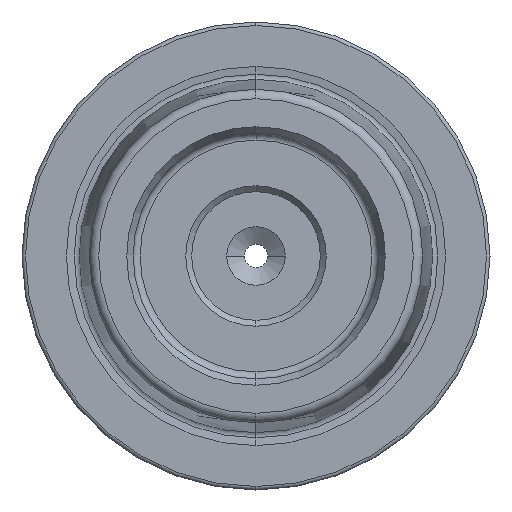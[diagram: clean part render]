
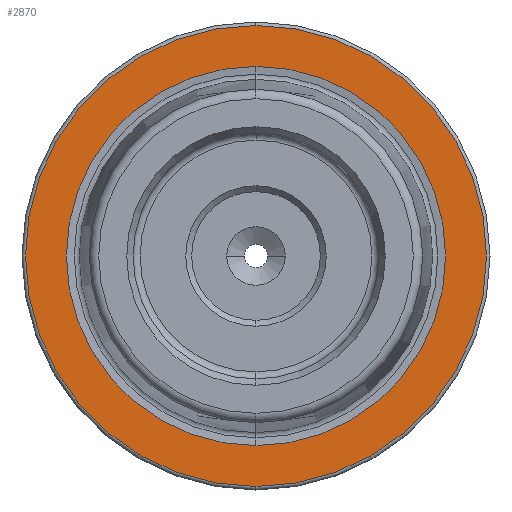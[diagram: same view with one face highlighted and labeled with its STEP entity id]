
A CAD part, left-side view. The second image highlights one B-rep face of the part: STEP entity #2870.
In plain terms, the highlighted planar face has unit normal (-1, 0, 0).
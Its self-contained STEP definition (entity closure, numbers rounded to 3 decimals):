
#125 = EDGE_CURVE ( 'NONE', #7808, #3278, #8073, .T. ) ;
#282 = CIRCLE ( 'NONE', #14530, 16.207 ) ;
#323 = CARTESIAN_POINT ( 'NONE',  ( 0., 0., 0. ) ) ;
#524 = CIRCLE ( 'NONE', #4367, 19.7 ) ;
#643 = CARTESIAN_POINT ( 'NONE',  ( 0., 0., 0. ) ) ;
#928 = CARTESIAN_POINT ( 'NONE',  ( 0., 0., 0. ) ) ;
#1121 = AXIS2_PLACEMENT_3D ( 'NONE', #643, #14205, #8171 ) ;
#1426 = DIRECTION ( 'NONE',  ( -1., 0., 0. ) ) ;
#1586 = DIRECTION ( 'NONE',  ( 0., 0., 1. ) ) ;
#2158 = AXIS2_PLACEMENT_3D ( 'NONE', #928, #12136, #13600 ) ;
#2412 = AXIS2_PLACEMENT_3D ( 'NONE', #15957, #7445, #8569 ) ;
#2870 = ADVANCED_FACE ( 'NONE', ( #4376, #9352 ), #4872, .F. ) ;
#2966 = CARTESIAN_POINT ( 'NONE',  ( 0., 0., 16.207 ) ) ;
#3094 = EDGE_CURVE ( 'NONE', #15962, #8311, #524, .T. ) ;
#3278 = VERTEX_POINT ( 'NONE', #2966 ) ;
#3451 = ORIENTED_EDGE ( 'NONE', *, *, #8850, .F. ) ;
#4367 = AXIS2_PLACEMENT_3D ( 'NONE', #323, #1426, #1586 ) ;
#4376 = FACE_BOUND ( 'NONE', #7100, .T. ) ;
#4872 = PLANE ( 'NONE',  #2412 ) ;
#5741 = EDGE_LOOP ( 'NONE', ( #8510, #15676 ) ) ;
#6457 = CARTESIAN_POINT ( 'NONE',  ( 0., 0., -16.207 ) ) ;
#7100 = EDGE_LOOP ( 'NONE', ( #3451, #11283 ) ) ;
#7445 = DIRECTION ( 'NONE',  ( 1., 0., 0. ) ) ;
#7808 = VERTEX_POINT ( 'NONE', #6457 ) ;
#7877 = CARTESIAN_POINT ( 'NONE',  ( 0., 0., 19.7 ) ) ;
#8073 = CIRCLE ( 'NONE', #2158, 16.207 ) ;
#8171 = DIRECTION ( 'NONE',  ( 0., 0., 1. ) ) ;
#8311 = VERTEX_POINT ( 'NONE', #9124 ) ;
#8510 = ORIENTED_EDGE ( 'NONE', *, *, #3094, .T. ) ;
#8569 = DIRECTION ( 'NONE',  ( 0., 0., -1. ) ) ;
#8850 = EDGE_CURVE ( 'NONE', #3278, #7808, #282, .T. ) ;
#9124 = CARTESIAN_POINT ( 'NONE',  ( 0., 0., -19.7 ) ) ;
#9352 = FACE_OUTER_BOUND ( 'NONE', #5741, .T. ) ;
#10411 = CARTESIAN_POINT ( 'NONE',  ( 0., 0., 0. ) ) ;
#11283 = ORIENTED_EDGE ( 'NONE', *, *, #125, .F. ) ;
#11607 = CIRCLE ( 'NONE', #1121, 19.7 ) ;
#12136 = DIRECTION ( 'NONE',  ( -1., 0., 0. ) ) ;
#12783 = DIRECTION ( 'NONE',  ( 0., 0., 1. ) ) ;
#13600 = DIRECTION ( 'NONE',  ( 0., 0., 1. ) ) ;
#13972 = EDGE_CURVE ( 'NONE', #8311, #15962, #11607, .T. ) ;
#14205 = DIRECTION ( 'NONE',  ( -1., 0., 0. ) ) ;
#14530 = AXIS2_PLACEMENT_3D ( 'NONE', #10411, #15380, #12783 ) ;
#15380 = DIRECTION ( 'NONE',  ( -1., 0., 0. ) ) ;
#15676 = ORIENTED_EDGE ( 'NONE', *, *, #13972, .T. ) ;
#15957 = CARTESIAN_POINT ( 'NONE',  ( 0., 19.7, 0. ) ) ;
#15962 = VERTEX_POINT ( 'NONE', #7877 ) ;
